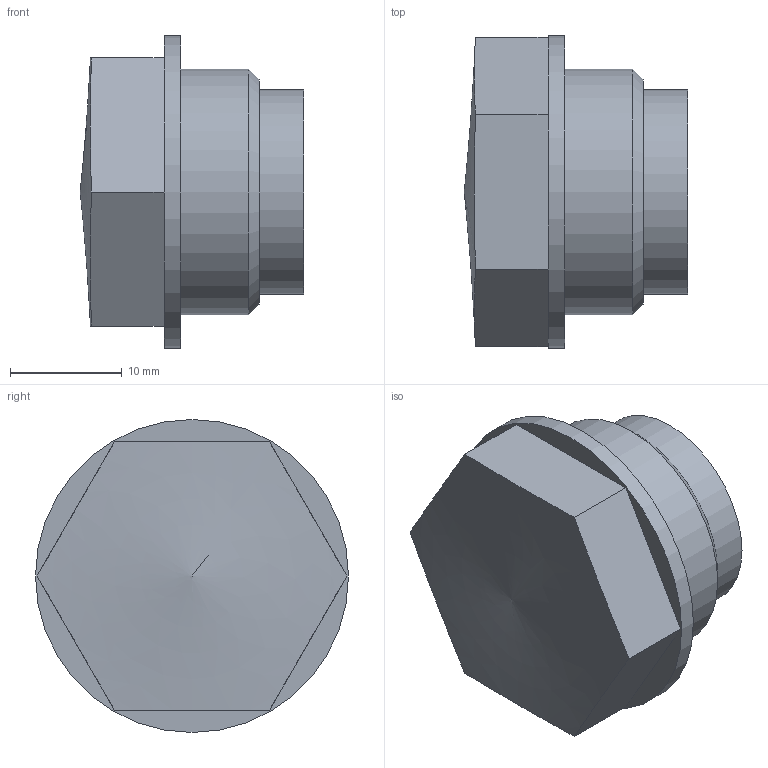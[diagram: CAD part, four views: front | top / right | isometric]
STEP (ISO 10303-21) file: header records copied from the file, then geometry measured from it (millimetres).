
FILE_DESCRIPTION( ( 'STEP AP214' ), '1' );
FILE_NAME( 'K0445.2282215.stp', '2020-12-08T08:56:08', ( '' ), ( '' ), ' ', 'PARTsolutions', ' ' );
FILE_SCHEMA( ( 'AUTOMOTIVE_DESIGN { 1 0 10303 214 1 1 1 1 }' ) );
Length unit declared in the file: millimetre
Products named in the file (1): _K0445.2282215
Bounding box: 20.01 x 28 x 28 mm (x, y, z)
Volume: 5567.2 mm3; surface area: 3576.9 mm2
Topology: 1 solids, 1 shells, 31 faces, 88 edges, 58 vertices
Faces by surface type: plane 19, cylinder 10, bspline 1, cone 1
Full cylindrical faces by diameter (mm): 14 x1, 18.3 x1, 22 x1, 28 x1
Entity records: 1289 total; most frequent: CARTESIAN_POINT 234, DIRECTION 162, ORIENTED_EDGE 160, EDGE_CURVE 80, AXIS2_PLACEMENT_3D 57, VERTEX_POINT 57, LINE 48, VECTOR 48
